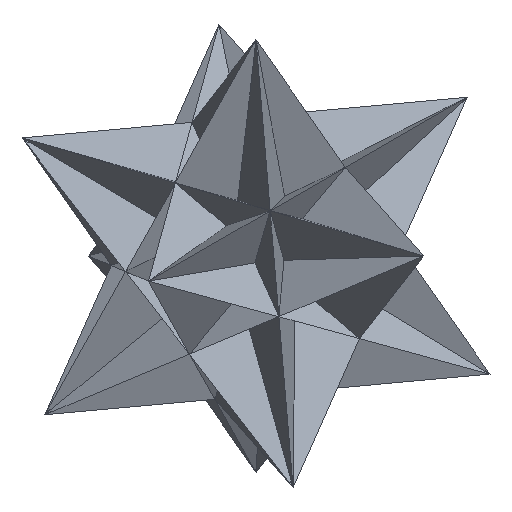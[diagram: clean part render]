
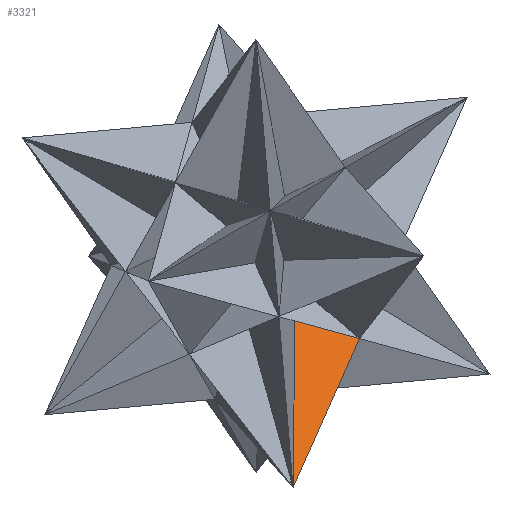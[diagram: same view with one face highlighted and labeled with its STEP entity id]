
A CAD part, isometric view. The second image highlights one B-rep face of the part: STEP entity #3321.
In plain terms, the highlighted planar face has unit normal (-0.357, -0.491, 0.795).
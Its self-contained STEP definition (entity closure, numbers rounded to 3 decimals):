
#10 = CARTESIAN_POINT ( 'NONE',  ( -0.294, -0.405, -0.25 ) ) ;
#207 = ORIENTED_EDGE ( 'NONE', *, *, #4426, .T. ) ;
#241 = CARTESIAN_POINT ( 'NONE',  ( -0.081, -0.197, -0.026 ) ) ;
#270 = CARTESIAN_POINT ( 'NONE',  ( -0.294, -0.405, -0.25 ) ) ;
#570 = ORIENTED_EDGE ( 'NONE', *, *, #2538, .T. ) ;
#730 = VECTOR ( 'NONE', #2677, 1000. ) ;
#1660 = FACE_OUTER_BOUND ( 'NONE', #2663, .T. ) ;
#1837 = AXIS2_PLACEMENT_3D ( 'NONE', #2368, #1983, #3344 ) ;
#1983 = DIRECTION ( 'NONE',  ( -0.357, -0.491, 0.795 ) ) ;
#2218 = DIRECTION ( 'NONE',  ( 0.572, -0.787, -0.23 ) ) ;
#2241 = LINE ( 'NONE', #241, #4090 ) ;
#2359 = CARTESIAN_POINT ( 'NONE',  ( -0.081, -0.197, -0.026 ) ) ;
#2368 = CARTESIAN_POINT ( 'NONE',  ( -0.037, -0.052, 0.083 ) ) ;
#2538 = EDGE_CURVE ( 'NONE', #3326, #4449, #4185, .T. ) ;
#2602 = CARTESIAN_POINT ( 'NONE',  ( -0.294, -0.405, -0.25 ) ) ;
#2663 = EDGE_LOOP ( 'NONE', ( #207, #2879, #570 ) ) ;
#2677 = DIRECTION ( 'NONE',  ( 0.809, 0.263, 0.526 ) ) ;
#2747 = EDGE_CURVE ( 'NONE', #3326, #3233, #2241, .T. ) ;
#2879 = ORIENTED_EDGE ( 'NONE', *, *, #2747, .F. ) ;
#3233 = VERTEX_POINT ( 'NONE', #3319 ) ;
#3319 = CARTESIAN_POINT ( 'NONE',  ( 0., -0.309, -0.059 ) ) ;
#3321 = ADVANCED_FACE ( 'NONE', ( #1660 ), #4416, .T. ) ;
#3326 = VERTEX_POINT ( 'NONE', #2359 ) ;
#3344 = DIRECTION ( 'NONE',  ( -0.809, 0.588, 0. ) ) ;
#3375 = LINE ( 'NONE', #2602, #730 ) ;
#3488 = DIRECTION ( 'NONE',  ( -0.572, -0.558, -0.602 ) ) ;
#4090 = VECTOR ( 'NONE', #2218, 1000. ) ;
#4185 = LINE ( 'NONE', #10, #4465 ) ;
#4416 = PLANE ( 'NONE',  #1837 ) ;
#4426 = EDGE_CURVE ( 'NONE', #4449, #3233, #3375, .T. ) ;
#4449 = VERTEX_POINT ( 'NONE', #270 ) ;
#4465 = VECTOR ( 'NONE', #3488, 1000. ) ;
